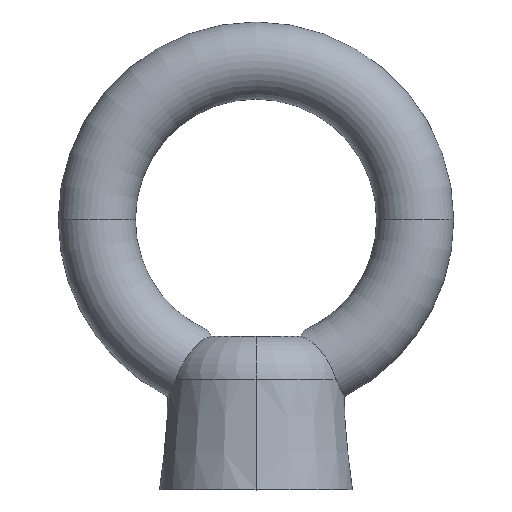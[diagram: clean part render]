
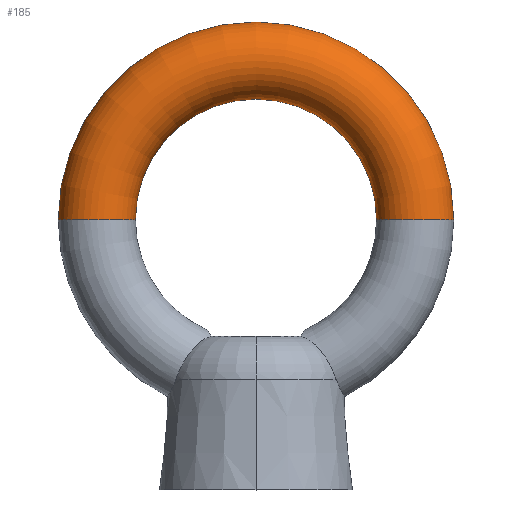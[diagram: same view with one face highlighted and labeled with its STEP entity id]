
A CAD part, top view. The second image highlights one B-rep face of the part: STEP entity #185.
In plain terms, the highlighted toroidal (fillet/blend) face has major radius 16.5 mm and minor radius 4 mm.
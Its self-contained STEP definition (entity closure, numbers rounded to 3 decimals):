
#94 = EDGE_CURVE ( 'NONE', #218, #100, #388, .T. ) ;
#100 = VERTEX_POINT ( 'NONE', #291 ) ;
#107 = VERTEX_POINT ( 'NONE', #365 ) ;
#108 = EDGE_LOOP ( 'NONE', ( #194, #193, #159, #208 ) ) ;
#159 = ORIENTED_EDGE ( 'NONE', *, *, #164, .T. ) ;
#164 = EDGE_CURVE ( 'NONE', #107, #223, #540, .T. ) ;
#170 = EDGE_CURVE ( 'NONE', #107, #218, #681, .T. ) ;
#185 = ADVANCED_FACE ( 'NONE', ( #503 ), #502, .T. ) ;
#193 = ORIENTED_EDGE ( 'NONE', *, *, #170, .F. ) ;
#194 = ORIENTED_EDGE ( 'NONE', *, *, #94, .F. ) ;
#208 = ORIENTED_EDGE ( 'NONE', *, *, #210, .T. ) ;
#210 = EDGE_CURVE ( 'NONE', #223, #100, #610, .T. ) ;
#218 = VERTEX_POINT ( 'NONE', #647 ) ;
#223 = VERTEX_POINT ( 'NONE', #588 ) ;
#291 = CARTESIAN_POINT ( 'NONE',  ( 20.5, 0., 0. ) ) ;
#365 = CARTESIAN_POINT ( 'NONE',  ( -12.5, 0., 0. ) ) ;
#384 = DIRECTION ( 'NONE',  ( -1., 0., 0. ) ) ;
#385 = DIRECTION ( 'NONE',  ( 0., 0., -1. ) ) ;
#386 = CARTESIAN_POINT ( 'NONE',  ( 0., 0., 0. ) ) ;
#387 = AXIS2_PLACEMENT_3D ( 'NONE', #386, #385, #384 ) ;
#388 = CIRCLE ( 'NONE', #387, 20.5 ) ;
#497 = DIRECTION ( 'NONE',  ( -1., 0., 0. ) ) ;
#498 = DIRECTION ( 'NONE',  ( 0., 0., -1. ) ) ;
#499 = CARTESIAN_POINT ( 'NONE',  ( 0., 0., 0. ) ) ;
#500 = AXIS2_PLACEMENT_3D ( 'NONE', #499, #498, #497 ) ;
#502 = TOROIDAL_SURFACE ( 'NONE', #500, 16.5, 4. ) ;
#503 = FACE_OUTER_BOUND ( 'NONE', #108, .T. ) ;
#537 = DIRECTION ( 'NONE',  ( 0., 0., -1. ) ) ;
#538 = CARTESIAN_POINT ( 'NONE',  ( 0., 0., 0. ) ) ;
#539 = AXIS2_PLACEMENT_3D ( 'NONE', #538, #537, #661 ) ;
#540 = CIRCLE ( 'NONE', #539, 12.5 ) ;
#588 = CARTESIAN_POINT ( 'NONE',  ( 12.5, 0., 0. ) ) ;
#606 = DIRECTION ( 'NONE',  ( -1., 0., 0. ) ) ;
#607 = DIRECTION ( 'NONE',  ( 0., 1., 0. ) ) ;
#608 = CARTESIAN_POINT ( 'NONE',  ( 16.5, 0., 0. ) ) ;
#609 = AXIS2_PLACEMENT_3D ( 'NONE', #608, #607, #606 ) ;
#610 = CIRCLE ( 'NONE', #609, 4. ) ;
#647 = CARTESIAN_POINT ( 'NONE',  ( -20.5, 0., 0. ) ) ;
#653 = CARTESIAN_POINT ( 'NONE',  ( -16.5, 0., 0. ) ) ;
#661 = DIRECTION ( 'NONE',  ( -1., 0., 0. ) ) ;
#678 = DIRECTION ( 'NONE',  ( 0., 0., -1. ) ) ;
#679 = DIRECTION ( 'NONE',  ( 0., -1., 0. ) ) ;
#680 = AXIS2_PLACEMENT_3D ( 'NONE', #653, #679, #678 ) ;
#681 = CIRCLE ( 'NONE', #680, 4. ) ;
